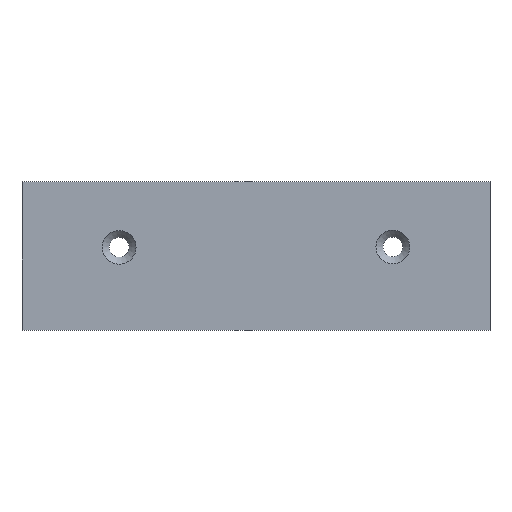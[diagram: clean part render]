
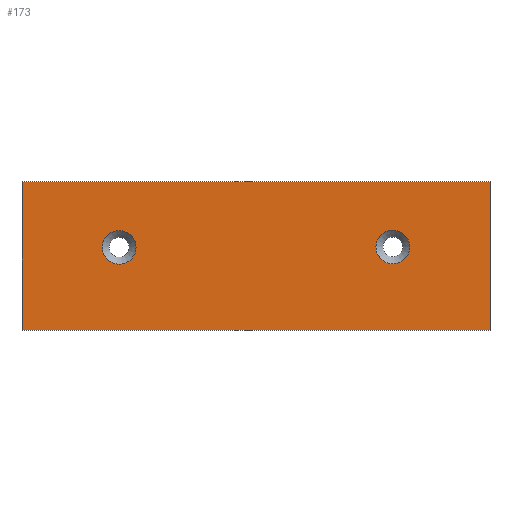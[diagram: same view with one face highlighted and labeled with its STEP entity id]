
A CAD part, top view. The second image highlights one B-rep face of the part: STEP entity #173.
In plain terms, the highlighted planar face has unit normal (0, 0, 1).
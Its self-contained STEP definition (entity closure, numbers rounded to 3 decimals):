
#17=FACE_BOUND('',#42,.T.);
#18=FACE_BOUND('',#43,.T.);
#21=CIRCLE('',#197,1.7);
#23=CIRCLE('',#200,1.7);
#31=FACE_OUTER_BOUND('',#41,.T.);
#41=EDGE_LOOP('',(#129,#130,#131,#132));
#42=EDGE_LOOP('',(#133));
#43=EDGE_LOOP('',(#134));
#55=LINE('',#269,#71);
#58=LINE('',#280,#74);
#59=LINE('',#281,#75);
#60=LINE('',#282,#76);
#71=VECTOR('',#217,10.);
#74=VECTOR('',#228,10.);
#75=VECTOR('',#229,10.);
#76=VECTOR('',#230,10.);
#87=VERTEX_POINT('',#266);
#88=VERTEX_POINT('',#268);
#89=VERTEX_POINT('',#272);
#91=VERTEX_POINT('',#278);
#92=VERTEX_POINT('',#279);
#93=VERTEX_POINT('',#283);
#101=EDGE_CURVE('',#87,#88,#55,.T.);
#103=EDGE_CURVE('',#89,#89,#21,.T.);
#106=EDGE_CURVE('',#91,#92,#58,.T.);
#107=EDGE_CURVE('',#92,#88,#59,.T.);
#108=EDGE_CURVE('',#91,#87,#60,.T.);
#109=EDGE_CURVE('',#93,#93,#23,.T.);
#129=ORIENTED_EDGE('',*,*,#106,.T.);
#130=ORIENTED_EDGE('',*,*,#107,.T.);
#131=ORIENTED_EDGE('',*,*,#101,.F.);
#132=ORIENTED_EDGE('',*,*,#108,.F.);
#133=ORIENTED_EDGE('',*,*,#109,.F.);
#134=ORIENTED_EDGE('',*,*,#103,.F.);
#166=PLANE('',#199);
#173=ADVANCED_FACE('',(#31,#17,#18),#166,.T.);
#197=AXIS2_PLACEMENT_3D('',#273,#221,#222);
#199=AXIS2_PLACEMENT_3D('',#277,#226,#227);
#200=AXIS2_PLACEMENT_3D('',#284,#231,#232);
#217=DIRECTION('',(-1.,0.,0.));
#221=DIRECTION('center_axis',(0.,0.,1.));
#222=DIRECTION('ref_axis',(1.,0.,0.));
#226=DIRECTION('center_axis',(0.,0.,1.));
#227=DIRECTION('ref_axis',(1.,0.,0.));
#228=DIRECTION('',(-1.,0.,0.));
#229=DIRECTION('',(0.,-1.,0.));
#230=DIRECTION('',(0.,-1.,0.));
#231=DIRECTION('center_axis',(0.,0.,1.));
#232=DIRECTION('ref_axis',(1.,0.,0.));
#266=CARTESIAN_POINT('',(98.1,50.5,1.2));
#268=CARTESIAN_POINT('',(50.9,50.5,1.2));
#269=CARTESIAN_POINT('',(98.1,50.5,1.2));
#272=CARTESIAN_POINT('',(86.6,58.899,1.2));
#273=CARTESIAN_POINT('Origin',(88.3,58.899,1.2));
#277=CARTESIAN_POINT('Origin',(74.5,58.862,1.2));
#278=CARTESIAN_POINT('',(98.1,65.474,1.2));
#279=CARTESIAN_POINT('',(50.9,65.474,1.2));
#280=CARTESIAN_POINT('',(50.9,65.474,1.2));
#281=CARTESIAN_POINT('',(50.9,52.25,1.2));
#282=CARTESIAN_POINT('',(98.1,52.25,1.2));
#283=CARTESIAN_POINT('',(59.,58.862,1.2));
#284=CARTESIAN_POINT('Origin',(60.7,58.862,1.2));
